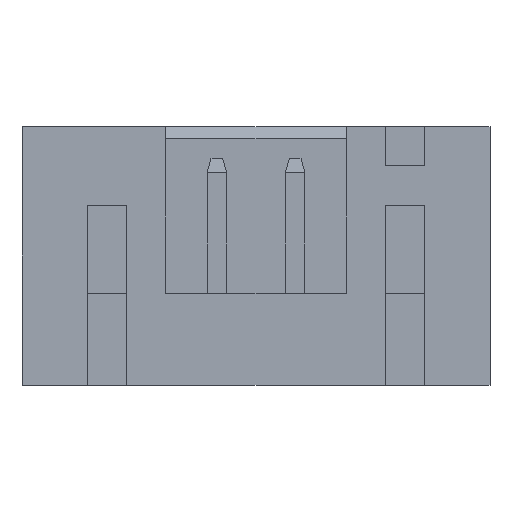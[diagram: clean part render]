
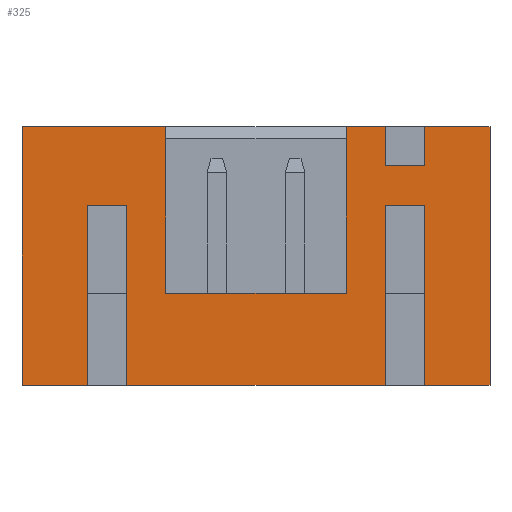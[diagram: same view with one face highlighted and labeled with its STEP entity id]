
A CAD part, front view. The second image highlights one B-rep face of the part: STEP entity #325.
In plain terms, the highlighted planar face has unit normal (0, -1, 0).
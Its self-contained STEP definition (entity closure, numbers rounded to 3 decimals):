
#325=ADVANCED_FACE('',(#2024),#2026,.T.);
#2024=FACE_BOUND('',#2025,.T.);
#2025=EDGE_LOOP('',(#3353,#3354,#3355,#3356,#3357,#3358,#3359,#3360,#3361,#3362,
#3363,#3364,#3365,#3366,#3367,#3368,#3369,#3370,#3371,#3372));
#2026=PLANE('',#2027);
#2027=AXIS2_PLACEMENT_3D('',#2028,#2029,#2030);
#2028=CARTESIAN_POINT('',(-1.,-1.9,0.));
#2029=DIRECTION('',(0.,-1.,0.));
#2030=DIRECTION('',(1.,0.,0.));
#3353=ORIENTED_EDGE('',*,*,#4307,.T.);
#3354=ORIENTED_EDGE('',*,*,#4308,.T.);
#3355=ORIENTED_EDGE('',*,*,#4309,.T.);
#3356=ORIENTED_EDGE('',*,*,#4310,.F.);
#3357=ORIENTED_EDGE('',*,*,#4311,.T.);
#3358=ORIENTED_EDGE('',*,*,#4312,.T.);
#3359=ORIENTED_EDGE('',*,*,#4313,.T.);
#3360=ORIENTED_EDGE('',*,*,#4314,.F.);
#3361=ORIENTED_EDGE('',*,*,#4315,.F.);
#3362=ORIENTED_EDGE('',*,*,#4316,.T.);
#3363=ORIENTED_EDGE('',*,*,#4317,.T.);
#3364=ORIENTED_EDGE('',*,*,#4318,.T.);
#3365=ORIENTED_EDGE('',*,*,#4319,.T.);
#3366=ORIENTED_EDGE('',*,*,#4320,.T.);
#3367=ORIENTED_EDGE('',*,*,#4321,.T.);
#3368=ORIENTED_EDGE('',*,*,#4322,.T.);
#3369=ORIENTED_EDGE('',*,*,#4323,.T.);
#3370=ORIENTED_EDGE('',*,*,#4324,.T.);
#3371=ORIENTED_EDGE('',*,*,#4325,.T.);
#3372=ORIENTED_EDGE('',*,*,#4326,.F.);
#4307=EDGE_CURVE('',#4868,#4869,#4870,.F.);
#4308=EDGE_CURVE('',#4869,#4871,#4872,.F.);
#4309=EDGE_CURVE('',#4871,#4873,#4874,.F.);
#4310=EDGE_CURVE('',#4875,#4873,#4876,.T.);
#4311=EDGE_CURVE('',#4875,#4877,#4878,.F.);
#4312=EDGE_CURVE('',#4877,#4879,#4880,.F.);
#4313=EDGE_CURVE('',#4879,#4881,#4882,.F.);
#4314=EDGE_CURVE('',#4883,#4881,#4884,.T.);
#4315=EDGE_CURVE('',#4885,#4883,#4886,.T.);
#4316=EDGE_CURVE('',#4885,#4887,#4888,.T.);
#4317=EDGE_CURVE('',#4887,#4889,#4890,.F.);
#4318=EDGE_CURVE('',#4889,#4891,#4892,.F.);
#4319=EDGE_CURVE('',#4891,#4893,#4894,.F.);
#4320=EDGE_CURVE('',#4893,#4895,#4896,.T.);
#4321=EDGE_CURVE('',#4895,#4897,#4898,.F.);
#4322=EDGE_CURVE('',#4897,#4899,#4900,.F.);
#4323=EDGE_CURVE('',#4899,#4901,#4902,.F.);
#4324=EDGE_CURVE('',#4901,#4903,#4904,.T.);
#4325=EDGE_CURVE('',#4903,#4905,#4906,.T.);
#4326=EDGE_CURVE('',#4868,#4905,#4907,.T.);
#4868=VERTEX_POINT('',#5861);
#4869=VERTEX_POINT('',#5862);
#4870=LINE('',#5863,#5864);
#4871=VERTEX_POINT('',#5866);
#4872=LINE('',#5867,#5868);
#4873=VERTEX_POINT('',#5870);
#4874=LINE('',#5871,#5872);
#4875=VERTEX_POINT('',#5874);
#4876=LINE('',#5875,#5876);
#4877=VERTEX_POINT('',#5878);
#4878=LINE('',#5879,#5880);
#4879=VERTEX_POINT('',#5882);
#4880=LINE('',#5883,#5884);
#4881=VERTEX_POINT('',#5886);
#4882=LINE('',#5887,#5888);
#4883=VERTEX_POINT('',#5890);
#4884=LINE('',#5891,#5892);
#4885=VERTEX_POINT('',#5894);
#4886=LINE('',#5895,#5896);
#4887=VERTEX_POINT('',#5898);
#4888=LINE('',#5899,#5900);
#4889=VERTEX_POINT('',#5902);
#4890=LINE('',#5903,#5904);
#4891=VERTEX_POINT('',#5906);
#4892=LINE('',#5907,#5908);
#4893=VERTEX_POINT('',#5910);
#4894=LINE('',#5911,#5912);
#4895=VERTEX_POINT('',#5914);
#4896=LINE('',#5915,#5916);
#4897=VERTEX_POINT('',#5918);
#4898=LINE('',#5919,#5920);
#4899=VERTEX_POINT('',#5922);
#4900=LINE('',#5923,#5924);
#4901=VERTEX_POINT('',#5926);
#4902=LINE('',#5927,#5928);
#4903=VERTEX_POINT('',#5930);
#4904=LINE('',#5931,#5932);
#4905=VERTEX_POINT('',#5934);
#4906=LINE('',#5935,#5936);
#4907=LINE('',#5938,#5939);
#5861=CARTESIAN_POINT('',(7.3,-1.9,6.6));
#5862=CARTESIAN_POINT('',(7.3,-1.9,5.6));
#5863=CARTESIAN_POINT('',(7.3,-1.9,5.6));
#5864=VECTOR('',#5865,1.);
#5865=DIRECTION('',(0.,0.,1.));
#5866=CARTESIAN_POINT('',(6.3,-1.9,5.6));
#5867=CARTESIAN_POINT('',(6.3,-1.9,5.6));
#5868=VECTOR('',#5869,1.);
#5869=DIRECTION('',(1.,0.,0.));
#5870=CARTESIAN_POINT('',(6.3,-1.9,6.6));
#5871=CARTESIAN_POINT('',(6.3,-1.9,6.6));
#5872=VECTOR('',#5873,1.);
#5873=DIRECTION('',(0.,0.,-1.));
#5874=CARTESIAN_POINT('',(5.3,-1.9,6.6));
#5875=CARTESIAN_POINT('',(5.3,-1.9,6.6));
#5876=VECTOR('',#5877,1.);
#5877=DIRECTION('',(1.,0.,0.));
#5878=CARTESIAN_POINT('',(5.3,-1.9,2.35));
#5879=CARTESIAN_POINT('',(5.3,-1.9,2.35));
#5880=VECTOR('',#5881,1.);
#5881=DIRECTION('',(0.,0.,1.));
#5882=CARTESIAN_POINT('',(0.7,-1.9,2.35));
#5883=CARTESIAN_POINT('',(0.7,-1.9,2.35));
#5884=VECTOR('',#5885,1.);
#5885=DIRECTION('',(1.,0.,0.));
#5886=CARTESIAN_POINT('',(0.7,-1.9,6.6));
#5887=CARTESIAN_POINT('',(0.7,-1.9,6.6));
#5888=VECTOR('',#5889,1.);
#5889=DIRECTION('',(0.,0.,-1.));
#5890=CARTESIAN_POINT('',(-2.975,-1.9,6.6));
#5891=CARTESIAN_POINT('',(-2.975,-1.9,6.6));
#5892=VECTOR('',#5893,1.);
#5893=DIRECTION('',(1.,0.,0.));
#5894=CARTESIAN_POINT('',(-2.975,-1.9,0.));
#5895=CARTESIAN_POINT('',(-2.975,-1.9,0.));
#5896=VECTOR('',#5897,1.);
#5897=DIRECTION('',(0.,0.,1.));
#5898=CARTESIAN_POINT('',(-1.3,-1.9,0.));
#5899=CARTESIAN_POINT('',(-2.975,-1.9,0.));
#5900=VECTOR('',#5901,1.);
#5901=DIRECTION('',(1.,0.,0.));
#5902=CARTESIAN_POINT('',(-1.3,-1.9,4.6));
#5903=CARTESIAN_POINT('',(-1.3,-1.9,4.6));
#5904=VECTOR('',#5905,1.);
#5905=DIRECTION('',(0.,0.,-1.));
#5906=CARTESIAN_POINT('',(-0.3,-1.9,4.6));
#5907=CARTESIAN_POINT('',(-0.3,-1.9,4.6));
#5908=VECTOR('',#5909,1.);
#5909=DIRECTION('',(-1.,0.,0.));
#5910=CARTESIAN_POINT('',(-0.3,-1.9,0.));
#5911=CARTESIAN_POINT('',(-0.3,-1.9,0.));
#5912=VECTOR('',#5913,1.);
#5913=DIRECTION('',(0.,0.,1.));
#5914=CARTESIAN_POINT('',(6.3,-1.9,0.));
#5915=CARTESIAN_POINT('',(-0.3,-1.9,0.));
#5916=VECTOR('',#5917,1.);
#5917=DIRECTION('',(1.,0.,0.));
#5918=CARTESIAN_POINT('',(6.3,-1.9,4.6));
#5919=CARTESIAN_POINT('',(6.3,-1.9,4.6));
#5920=VECTOR('',#5921,1.);
#5921=DIRECTION('',(0.,0.,-1.));
#5922=CARTESIAN_POINT('',(7.3,-1.9,4.6));
#5923=CARTESIAN_POINT('',(7.3,-1.9,4.6));
#5924=VECTOR('',#5925,1.);
#5925=DIRECTION('',(-1.,0.,0.));
#5926=CARTESIAN_POINT('',(7.3,-1.9,0.));
#5927=CARTESIAN_POINT('',(7.3,-1.9,0.));
#5928=VECTOR('',#5929,1.);
#5929=DIRECTION('',(0.,0.,1.));
#5930=CARTESIAN_POINT('',(8.975,-1.9,0.));
#5931=CARTESIAN_POINT('',(7.3,-1.9,0.));
#5932=VECTOR('',#5933,1.);
#5933=DIRECTION('',(1.,0.,0.));
#5934=CARTESIAN_POINT('',(8.975,-1.9,6.6));
#5935=CARTESIAN_POINT('',(8.975,-1.9,0.));
#5936=VECTOR('',#5937,1.);
#5937=DIRECTION('',(0.,0.,1.));
#5938=CARTESIAN_POINT('',(7.3,-1.9,6.6));
#5939=VECTOR('',#5940,1.);
#5940=DIRECTION('',(1.,0.,0.));
